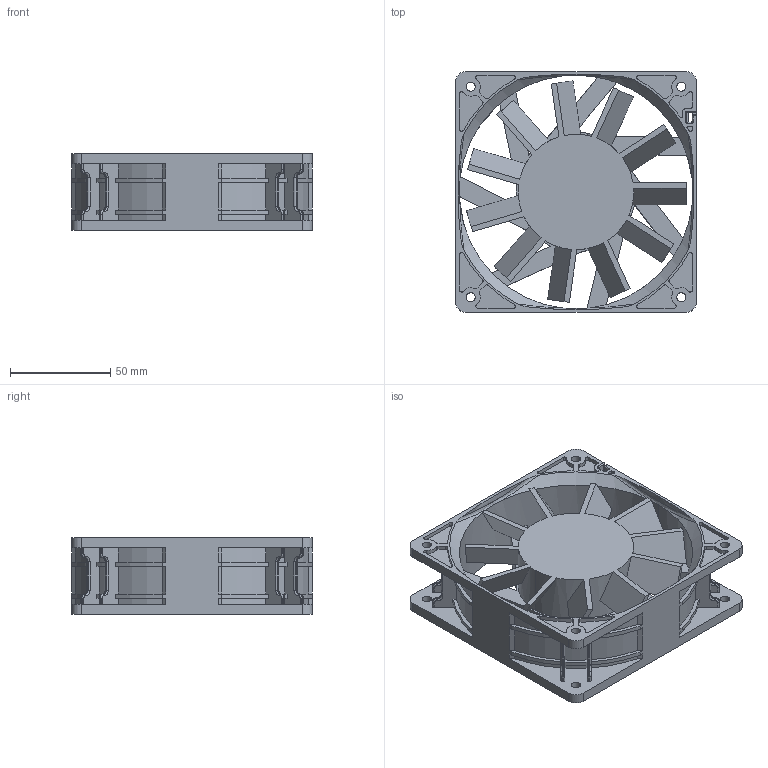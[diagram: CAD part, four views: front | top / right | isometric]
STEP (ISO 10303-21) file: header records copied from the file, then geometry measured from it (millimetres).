
FILE_DESCRIPTION((''),'2;1');
FILE_NAME('PFB1224UHE-T50F','2022-03-09T',('HARRIS.CHEN'),(''),'CREO PARAMETRIC BY PTC INC, 2015080','CREO PARAMETRIC BY PTC INC, 2015080','');
FILE_SCHEMA(('CONFIG_CONTROL_DESIGN'));
Length unit declared in the file: millimetre
Products named in the file (1): PFB1224UHE-T50F
Bounding box: 120 x 120 x 38 mm (x, y, z)
Volume: 191521 mm3; surface area: 82337.2 mm2
Topology: 1 solids, 1 shells, 754 faces, 2155 edges, 1411 vertices
Faces by surface type: cylinder 368, plane 294, torus 76, bspline 11, cone 4, sphere 1
Entity records: 26013 total; most frequent: CARTESIAN_POINT 5608, DIRECTION 4443, ORIENTED_EDGE 4308, EDGE_CURVE 2154, AXIS2_PLACEMENT_3D 1656, VERTEX_POINT 1411, VECTOR 1131, LINE 1131
